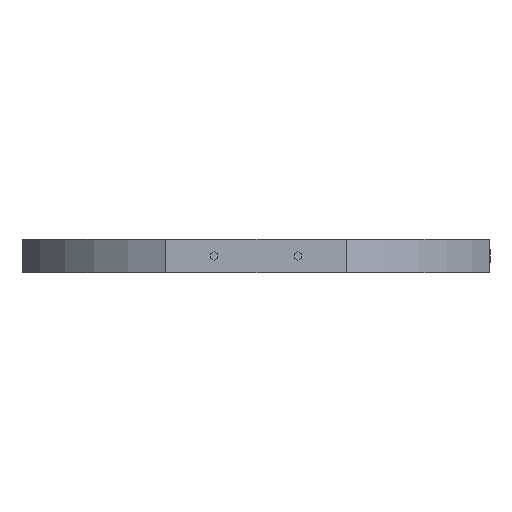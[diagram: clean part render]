
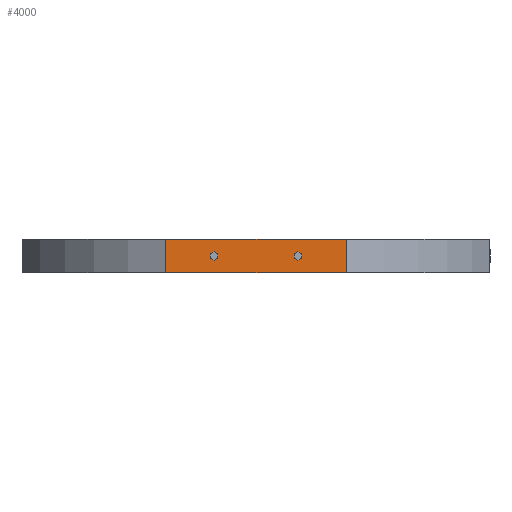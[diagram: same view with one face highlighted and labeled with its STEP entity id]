
A CAD part, front view. The second image highlights one B-rep face of the part: STEP entity #4000.
In plain terms, the highlighted planar face has unit normal (0, -1, 0).
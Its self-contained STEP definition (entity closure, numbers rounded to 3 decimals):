
#48 = CARTESIAN_POINT ( 'NONE',  ( -11.374, -75., -71.35 ) ) ;
#67 = VERTEX_POINT ( 'NONE', #892 ) ;
#122 = LINE ( 'NONE', #3786, #2438 ) ;
#272 = CARTESIAN_POINT ( 'NONE',  ( 13.626, -75., -71.35 ) ) ;
#276 = DIRECTION ( 'NONE',  ( -0.866, 0., -0.5 ) ) ;
#360 = VECTOR ( 'NONE', #3583, 1000. ) ;
#362 = ORIENTED_EDGE ( 'NONE', *, *, #2331, .F. ) ;
#393 = EDGE_CURVE ( 'NONE', #1503, #1424, #3754, .T. ) ;
#402 = EDGE_LOOP ( 'NONE', ( #3946, #506, #2295, #3406, #640, #1722 ) ) ;
#430 = CARTESIAN_POINT ( 'NONE',  ( 0., -75., -67. ) ) ;
#438 = CARTESIAN_POINT ( 'NONE',  ( -13.626, -75., -71.35 ) ) ;
#484 = ORIENTED_EDGE ( 'NONE', *, *, #722, .F. ) ;
#506 = ORIENTED_EDGE ( 'NONE', *, *, #393, .F. ) ;
#563 = VECTOR ( 'NONE', #1678, 1000. ) ;
#575 = EDGE_CURVE ( 'NONE', #2577, #1938, #1305, .T. ) ;
#590 = PLANE ( 'NONE',  #824 ) ;
#636 = EDGE_CURVE ( 'NONE', #2988, #1938, #3026, .T. ) ;
#640 = ORIENTED_EDGE ( 'NONE', *, *, #3011, .F. ) ;
#666 = DIRECTION ( 'NONE',  ( 0., 0., 1. ) ) ;
#689 = CARTESIAN_POINT ( 'NONE',  ( -11.374, -75., -72.65 ) ) ;
#707 = LINE ( 'NONE', #1333, #360 ) ;
#722 = EDGE_CURVE ( 'NONE', #2584, #2882, #2687, .T. ) ;
#727 = CARTESIAN_POINT ( 'NONE',  ( -13.626, -75., -72.65 ) ) ;
#762 = VECTOR ( 'NONE', #2512, 1000. ) ;
#824 = AXIS2_PLACEMENT_3D ( 'NONE', #4089, #3751, #867 ) ;
#845 = LINE ( 'NONE', #4027, #1023 ) ;
#867 = DIRECTION ( 'NONE',  ( 1., 0., 0. ) ) ;
#892 = CARTESIAN_POINT ( 'NONE',  ( 12.5, -75., -70.7 ) ) ;
#910 = FACE_BOUND ( 'NONE', #3395, .T. ) ;
#1023 = VECTOR ( 'NONE', #2417, 1000. ) ;
#1067 = CARTESIAN_POINT ( 'NONE',  ( 13.626, -75., -71.35 ) ) ;
#1072 = DIRECTION ( 'NONE',  ( -1., 0., 0. ) ) ;
#1097 = VECTOR ( 'NONE', #1357, 1000. ) ;
#1106 = VERTEX_POINT ( 'NONE', #1144 ) ;
#1144 = CARTESIAN_POINT ( 'NONE',  ( 26.926, -75., -67. ) ) ;
#1157 = CARTESIAN_POINT ( 'NONE',  ( -11.374, -75., -72.65 ) ) ;
#1187 = DIRECTION ( 'NONE',  ( -0.866, 0., 0.5 ) ) ;
#1221 = EDGE_CURVE ( 'NONE', #2336, #2584, #3161, .T. ) ;
#1286 = VECTOR ( 'NONE', #1072, 1000. ) ;
#1305 = LINE ( 'NONE', #2001, #1685 ) ;
#1333 = CARTESIAN_POINT ( 'NONE',  ( -13.626, -75., -72.65 ) ) ;
#1357 = DIRECTION ( 'NONE',  ( 0., 0., 1. ) ) ;
#1371 = DIRECTION ( 'NONE',  ( 0., 0., 1. ) ) ;
#1424 = VERTEX_POINT ( 'NONE', #438 ) ;
#1462 = VERTEX_POINT ( 'NONE', #727 ) ;
#1473 = VERTEX_POINT ( 'NONE', #3950 ) ;
#1503 = VERTEX_POINT ( 'NONE', #3915 ) ;
#1545 = VECTOR ( 'NONE', #1595, 1000. ) ;
#1552 = FACE_BOUND ( 'NONE', #402, .T. ) ;
#1566 = DIRECTION ( 'NONE',  ( 0., 0., -1. ) ) ;
#1595 = DIRECTION ( 'NONE',  ( -0.866, 0., -0.5 ) ) ;
#1638 = ORIENTED_EDGE ( 'NONE', *, *, #2451, .T. ) ;
#1659 = CARTESIAN_POINT ( 'NONE',  ( -26.926, -75., -67. ) ) ;
#1678 = DIRECTION ( 'NONE',  ( 0.866, 0., 0.5 ) ) ;
#1685 = VECTOR ( 'NONE', #2621, 1000. ) ;
#1702 = EDGE_LOOP ( 'NONE', ( #1638, #1726, #2425, #3556 ) ) ;
#1722 = ORIENTED_EDGE ( 'NONE', *, *, #2466, .F. ) ;
#1726 = ORIENTED_EDGE ( 'NONE', *, *, #1758, .T. ) ;
#1758 = EDGE_CURVE ( 'NONE', #1106, #2988, #3301, .T. ) ;
#1808 = CARTESIAN_POINT ( 'NONE',  ( -26.926, -75., -77. ) ) ;
#1861 = EDGE_CURVE ( 'NONE', #1424, #1462, #845, .T. ) ;
#1876 = LINE ( 'NONE', #2192, #2907 ) ;
#1901 = VECTOR ( 'NONE', #1371, 1000. ) ;
#1938 = VERTEX_POINT ( 'NONE', #3712 ) ;
#1944 = LINE ( 'NONE', #3514, #1097 ) ;
#2001 = CARTESIAN_POINT ( 'NONE',  ( 0., -75., -77. ) ) ;
#2088 = EDGE_CURVE ( 'NONE', #3920, #2116, #2615, .T. ) ;
#2116 = VERTEX_POINT ( 'NONE', #48 ) ;
#2192 = CARTESIAN_POINT ( 'NONE',  ( 12.5, -75., -70.7 ) ) ;
#2278 = LINE ( 'NONE', #2926, #1901 ) ;
#2295 = ORIENTED_EDGE ( 'NONE', *, *, #2328, .F. ) ;
#2328 = EDGE_CURVE ( 'NONE', #2116, #1503, #122, .T. ) ;
#2331 = EDGE_CURVE ( 'NONE', #2882, #4074, #3723, .T. ) ;
#2336 = VERTEX_POINT ( 'NONE', #2826 ) ;
#2415 = ORIENTED_EDGE ( 'NONE', *, *, #3726, .F. ) ;
#2416 = DIRECTION ( 'NONE',  ( 0., 0., -1. ) ) ;
#2417 = DIRECTION ( 'NONE',  ( 0., 0., -1. ) ) ;
#2425 = ORIENTED_EDGE ( 'NONE', *, *, #636, .T. ) ;
#2438 = VECTOR ( 'NONE', #1187, 1000. ) ;
#2451 = EDGE_CURVE ( 'NONE', #2577, #1106, #1944, .T. ) ;
#2466 = EDGE_CURVE ( 'NONE', #1462, #1473, #707, .T. ) ;
#2470 = CARTESIAN_POINT ( 'NONE',  ( 12.5, -75., -73.3 ) ) ;
#2512 = DIRECTION ( 'NONE',  ( 0.866, 0., 0.5 ) ) ;
#2521 = CARTESIAN_POINT ( 'NONE',  ( 13.626, -75., -72.65 ) ) ;
#2538 = DIRECTION ( 'NONE',  ( -0.866, 0., 0.5 ) ) ;
#2577 = VERTEX_POINT ( 'NONE', #3019 ) ;
#2584 = VERTEX_POINT ( 'NONE', #3000 ) ;
#2615 = LINE ( 'NONE', #689, #3443 ) ;
#2621 = DIRECTION ( 'NONE',  ( -1., 0., 0. ) ) ;
#2624 = VECTOR ( 'NONE', #3666, 1000. ) ;
#2687 = LINE ( 'NONE', #3711, #2624 ) ;
#2779 = LINE ( 'NONE', #272, #3698 ) ;
#2826 = CARTESIAN_POINT ( 'NONE',  ( 11.374, -75., -71.35 ) ) ;
#2882 = VERTEX_POINT ( 'NONE', #3481 ) ;
#2907 = VECTOR ( 'NONE', #276, 1000. ) ;
#2926 = CARTESIAN_POINT ( 'NONE',  ( 13.626, -75., -72.65 ) ) ;
#2985 = LINE ( 'NONE', #3982, #563 ) ;
#2988 = VERTEX_POINT ( 'NONE', #1659 ) ;
#3000 = CARTESIAN_POINT ( 'NONE',  ( 11.374, -75., -72.65 ) ) ;
#3011 = EDGE_CURVE ( 'NONE', #1473, #3920, #2985, .T. ) ;
#3019 = CARTESIAN_POINT ( 'NONE',  ( 26.926, -75., -77. ) ) ;
#3026 = LINE ( 'NONE', #1808, #3225 ) ;
#3035 = VECTOR ( 'NONE', #1566, 1000. ) ;
#3073 = ORIENTED_EDGE ( 'NONE', *, *, #1221, .F. ) ;
#3092 = VERTEX_POINT ( 'NONE', #1067 ) ;
#3131 = FACE_OUTER_BOUND ( 'NONE', #1702, .T. ) ;
#3156 = ORIENTED_EDGE ( 'NONE', *, *, #3597, .F. ) ;
#3161 = LINE ( 'NONE', #3766, #3035 ) ;
#3225 = VECTOR ( 'NONE', #2416, 1000. ) ;
#3301 = LINE ( 'NONE', #430, #1286 ) ;
#3395 = EDGE_LOOP ( 'NONE', ( #484, #3073, #3156, #3849, #2415, #362 ) ) ;
#3406 = ORIENTED_EDGE ( 'NONE', *, *, #2088, .F. ) ;
#3443 = VECTOR ( 'NONE', #666, 1000. ) ;
#3481 = CARTESIAN_POINT ( 'NONE',  ( 12.5, -75., -73.3 ) ) ;
#3514 = CARTESIAN_POINT ( 'NONE',  ( 26.926, -75., -77. ) ) ;
#3556 = ORIENTED_EDGE ( 'NONE', *, *, #575, .F. ) ;
#3583 = DIRECTION ( 'NONE',  ( 0.866, 0., -0.5 ) ) ;
#3597 = EDGE_CURVE ( 'NONE', #67, #2336, #1876, .T. ) ;
#3666 = DIRECTION ( 'NONE',  ( 0.866, 0., -0.5 ) ) ;
#3698 = VECTOR ( 'NONE', #2538, 1000. ) ;
#3711 = CARTESIAN_POINT ( 'NONE',  ( 11.374, -75., -72.65 ) ) ;
#3712 = CARTESIAN_POINT ( 'NONE',  ( -26.926, -75., -77. ) ) ;
#3723 = LINE ( 'NONE', #2470, #762 ) ;
#3726 = EDGE_CURVE ( 'NONE', #4074, #3092, #2278, .T. ) ;
#3751 = DIRECTION ( 'NONE',  ( 0., -1., 0. ) ) ;
#3754 = LINE ( 'NONE', #4091, #1545 ) ;
#3766 = CARTESIAN_POINT ( 'NONE',  ( 11.374, -75., -71.35 ) ) ;
#3786 = CARTESIAN_POINT ( 'NONE',  ( -11.374, -75., -71.35 ) ) ;
#3849 = ORIENTED_EDGE ( 'NONE', *, *, #4016, .F. ) ;
#3915 = CARTESIAN_POINT ( 'NONE',  ( -12.5, -75., -70.7 ) ) ;
#3920 = VERTEX_POINT ( 'NONE', #1157 ) ;
#3946 = ORIENTED_EDGE ( 'NONE', *, *, #1861, .F. ) ;
#3950 = CARTESIAN_POINT ( 'NONE',  ( -12.5, -75., -73.3 ) ) ;
#3982 = CARTESIAN_POINT ( 'NONE',  ( -12.5, -75., -73.3 ) ) ;
#4000 = ADVANCED_FACE ( 'NONE', ( #910, #1552, #3131 ), #590, .T. ) ;
#4016 = EDGE_CURVE ( 'NONE', #3092, #67, #2779, .T. ) ;
#4027 = CARTESIAN_POINT ( 'NONE',  ( -13.626, -75., -71.35 ) ) ;
#4074 = VERTEX_POINT ( 'NONE', #2521 ) ;
#4089 = CARTESIAN_POINT ( 'NONE',  ( -70., -75., 30. ) ) ;
#4091 = CARTESIAN_POINT ( 'NONE',  ( -12.5, -75., -70.7 ) ) ;
